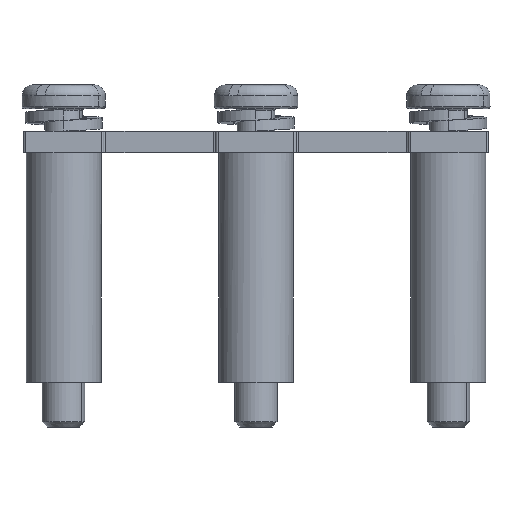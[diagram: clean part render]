
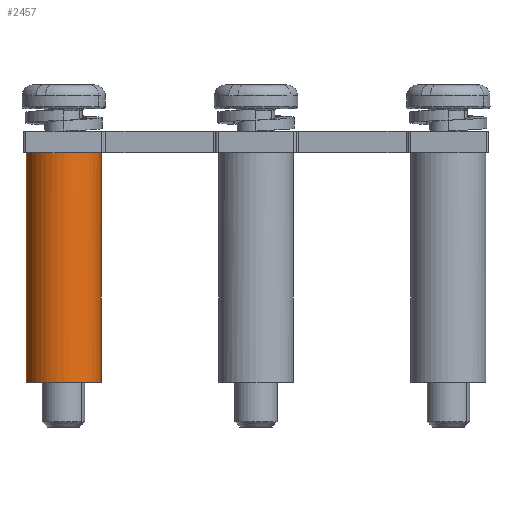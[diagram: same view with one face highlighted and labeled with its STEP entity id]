
A CAD part, front view. The second image highlights one B-rep face of the part: STEP entity #2457.
In plain terms, the highlighted cylindrical face has radius 3.5 mm (diameter 7 mm), a partial arc.
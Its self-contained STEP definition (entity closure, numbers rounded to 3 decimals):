
#2418=AXIS2_PLACEMENT_3D('Cylinder Axis2P3D',#2415,#2416,#2417) ;
#2446=AXIS2_PLACEMENT_3D('Circle Axis2P3D',#2444,#2445,$) ;
#2025=CARTESIAN_POINT('Control Point',(7.4,3.9,25.684)) ;
#2026=CARTESIAN_POINT('Control Point',(7.4,3.533,25.684)) ;
#2027=CARTESIAN_POINT('Control Point',(7.352,3.167,25.684)) ;
#2028=CARTESIAN_POINT('Control Point',(7.256,2.809,25.684)) ;
#2029=CARTESIAN_POINT('Control Point',(6.972,2.126,25.684)) ;
#2030=CARTESIAN_POINT('Control Point',(6.523,1.539,25.684)) ;
#2031=CARTESIAN_POINT('Control Point',(6.26,1.276,25.684)) ;
#2032=CARTESIAN_POINT('Control Point',(5.673,0.827,25.684)) ;
#2033=CARTESIAN_POINT('Control Point',(4.991,0.544,25.684)) ;
#2034=CARTESIAN_POINT('Control Point',(4.633,0.448,25.684)) ;
#2035=CARTESIAN_POINT('Control Point',(4.266,0.4,25.684)) ;
#2036=CARTESIAN_POINT('Control Point',(3.9,0.4,25.684)) ;
#2037=CARTESIAN_POINT('Vertex',(7.4,3.9,25.684)) ;
#2039=CARTESIAN_POINT('Vertex',(3.9,0.4,25.684)) ;
#2071=CARTESIAN_POINT('Vertex',(0.4,3.9,25.684)) ;
#2075=CARTESIAN_POINT('Control Point',(3.9,0.4,25.684)) ;
#2076=CARTESIAN_POINT('Control Point',(3.533,0.4,25.684)) ;
#2077=CARTESIAN_POINT('Control Point',(3.167,0.448,25.684)) ;
#2078=CARTESIAN_POINT('Control Point',(2.809,0.544,25.684)) ;
#2079=CARTESIAN_POINT('Control Point',(2.126,0.828,25.684)) ;
#2080=CARTESIAN_POINT('Control Point',(1.539,1.277,25.684)) ;
#2081=CARTESIAN_POINT('Control Point',(1.276,1.54,25.684)) ;
#2082=CARTESIAN_POINT('Control Point',(0.827,2.127,25.684)) ;
#2083=CARTESIAN_POINT('Control Point',(0.544,2.809,25.684)) ;
#2084=CARTESIAN_POINT('Control Point',(0.448,3.167,25.684)) ;
#2085=CARTESIAN_POINT('Control Point',(0.4,3.534,25.684)) ;
#2086=CARTESIAN_POINT('Control Point',(0.4,3.9,25.684)) ;
#2415=CARTESIAN_POINT('Axis2P3D Location',(3.9,3.9,25.684)) ;
#2420=CARTESIAN_POINT('Line Origine',(7.4,3.9,25.684)) ;
#2424=CARTESIAN_POINT('Vertex',(7.4,3.9,4.184)) ;
#2427=CARTESIAN_POINT('Line Origine',(0.4,3.9,25.684)) ;
#2431=CARTESIAN_POINT('Vertex',(0.4,3.9,4.184)) ;
#2435=CARTESIAN_POINT('Control Point',(3.9,0.4,4.184)) ;
#2436=CARTESIAN_POINT('Control Point',(2.8,0.4,4.184)) ;
#2437=CARTESIAN_POINT('Control Point',(1.7,0.831,4.184)) ;
#2438=CARTESIAN_POINT('Control Point',(0.831,1.7,4.184)) ;
#2439=CARTESIAN_POINT('Control Point',(0.4,2.8,4.184)) ;
#2440=CARTESIAN_POINT('Control Point',(0.4,3.9,4.184)) ;
#2441=CARTESIAN_POINT('Vertex',(3.9,0.4,4.184)) ;
#2444=CARTESIAN_POINT('Axis2P3D Location',(3.9,3.9,4.184)) ;
#2416=DIRECTION('Axis2P3D Direction',(0.,0.,-1.)) ;
#2417=DIRECTION('Axis2P3D XDirection',(1.,0.,0.)) ;
#2421=DIRECTION('Vector Direction',(0.,0.,-1.)) ;
#2428=DIRECTION('Vector Direction',(0.,0.,-1.)) ;
#2445=DIRECTION('Axis2P3D Direction',(0.,0.,-1.)) ;
#2422=VECTOR('Line Direction',#2421,1.) ;
#2429=VECTOR('Line Direction',#2428,1.) ;
#2450=ORIENTED_EDGE('',*,*,#2426,.T.) ;
#2451=ORIENTED_EDGE('',*,*,#2041,.T.) ;
#2452=ORIENTED_EDGE('',*,*,#2087,.T.) ;
#2453=ORIENTED_EDGE('',*,*,#2433,.T.) ;
#2454=ORIENTED_EDGE('',*,*,#2443,.F.) ;
#2455=ORIENTED_EDGE('',*,*,#2448,.F.) ;
#2457=ADVANCED_FACE('3 WAY Shorting Link STH6',(#2456),#2419,.T.) ;
#2024=B_SPLINE_CURVE_WITH_KNOTS('',5,(#2025,#2026,#2027,#2028,#2029,#2030,#2031,#2032,#2033,#2034,#2035,#2036),.UNSPECIFIED.,.F.,.U.,(6,3,3,6),(0.,2.6,5.199,7.797),.UNSPECIFIED.) ;
#2074=B_SPLINE_CURVE_WITH_KNOTS('',5,(#2075,#2076,#2077,#2078,#2079,#2080,#2081,#2082,#2083,#2084,#2085,#2086),.UNSPECIFIED.,.F.,.U.,(6,3,3,6),(0.,2.6,5.199,7.797),.UNSPECIFIED.) ;
#2434=B_SPLINE_CURVE_WITH_KNOTS('',5,(#2435,#2436,#2437,#2438,#2439,#2440),.UNSPECIFIED.,.F.,.U.,(6,6),(-2.749,2.749),.UNSPECIFIED.) ;
#2447=CIRCLE('generated circle',#2446,3.5) ;
#2419=CYLINDRICAL_SURFACE('generated cylinder',#2418,3.5) ;
#2041=EDGE_CURVE('',#2038,#2040,#2024,.T.) ;
#2087=EDGE_CURVE('',#2040,#2072,#2074,.T.) ;
#2426=EDGE_CURVE('',#2425,#2038,#2423,.F.) ;
#2433=EDGE_CURVE('',#2072,#2432,#2430,.T.) ;
#2443=EDGE_CURVE('',#2442,#2432,#2434,.T.) ;
#2448=EDGE_CURVE('',#2425,#2442,#2447,.T.) ;
#2449=EDGE_LOOP('',(#2450,#2451,#2452,#2453,#2454,#2455)) ;
#2456=FACE_OUTER_BOUND('',#2449,.T.) ;
#2423=LINE('Line',#2420,#2422) ;
#2430=LINE('Line',#2427,#2429) ;
#2038=VERTEX_POINT('',#2037) ;
#2040=VERTEX_POINT('',#2039) ;
#2072=VERTEX_POINT('',#2071) ;
#2425=VERTEX_POINT('',#2424) ;
#2432=VERTEX_POINT('',#2431) ;
#2442=VERTEX_POINT('',#2441) ;
